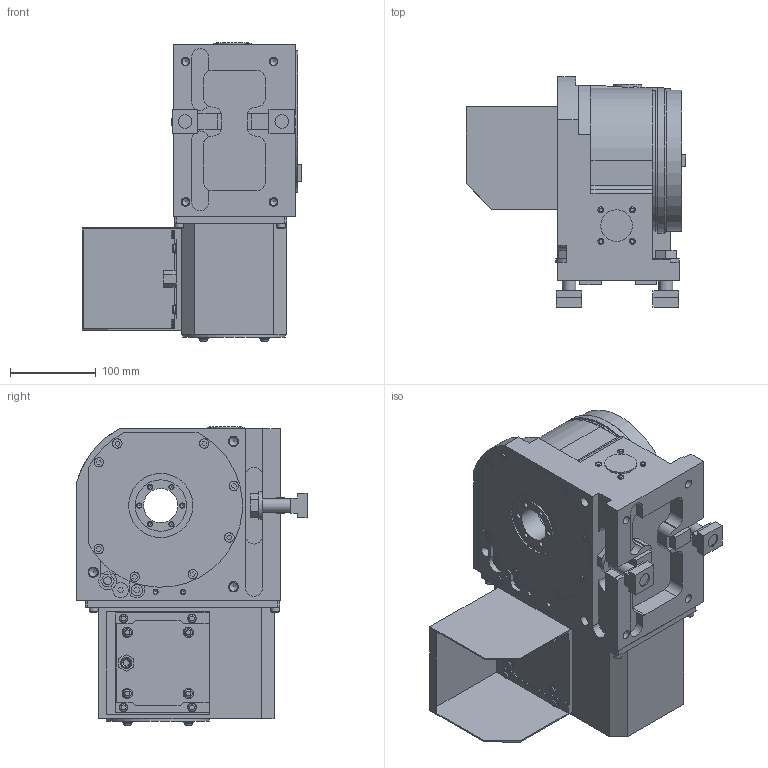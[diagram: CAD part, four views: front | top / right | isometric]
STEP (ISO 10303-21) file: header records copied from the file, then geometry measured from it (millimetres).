
FILE_DESCRIPTION(/* description */ ('Unknown'),/* implementation_level */ '2;1');
FILE_NAME(/* name */ 'MR160RAY07-Solid',/* time_stamp */ '2019-08-23T10:33:57+01:00',/* author */ ('Unknown'),/* organization */ ('Unknown'),/* preprocessor_version */ 'ST-DEVELOPER v16.7',/* originating_system */ 'DEX',/* authorisation */ $);
FILE_SCHEMA (('AUTOMOTIVE_DESIGN {1 0 10303 214 3 1 1}'));
Length unit declared in the file: millimetre
Products named in the file (1): MR160RAY07
Bounding box: 257 x 269 x 348.7 mm (x, y, z)
Volume: 5824655.6 mm3; surface area: 628918 mm2
Topology: 1 solids, 21 shells, 755 faces, 1700 edges, 1117 vertices
Faces by surface type: plane 506, cylinder 199, cone 34, torus 16
Full cylindrical faces by diameter (mm): 5 x12, 6 x24, 7 x9, 8.5 x10, 9 x12, 9.366 x1, 9.5 x2, 10 x20, 10.2 x3, 10.7 x1, 11 x8, 11.5 x1, 12 x11, 12.5 x1, 13.175 x1, 14 x10, 16 x6, 16.662 x1, 20.955 x1, 21 x1, 32 x2, 32.5 x1, 34 x1, 37 x1, 40 x1, 40.5 x1, 50 x1, 60 x1, 75 x1, 114.5 x1
Entity records: 19581 total; most frequent: DIRECTION 3392, CARTESIAN_POINT 3295, ORIENTED_EDGE 2880, EDGE_CURVE 1440, AXIS2_PLACEMENT_3D 1197, FACE_BOUND 1133, EDGE_LOOP 1106, VERTEX_POINT 1089
